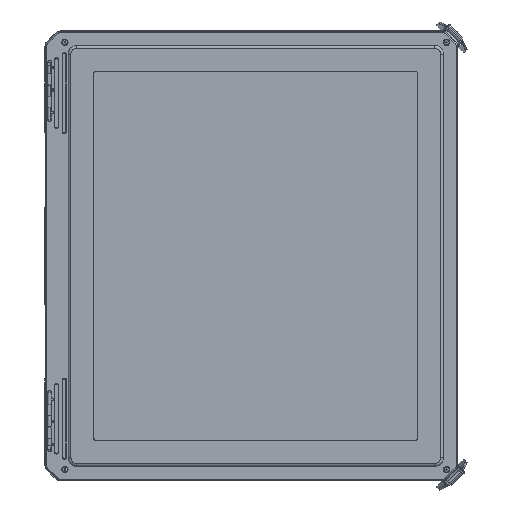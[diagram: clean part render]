
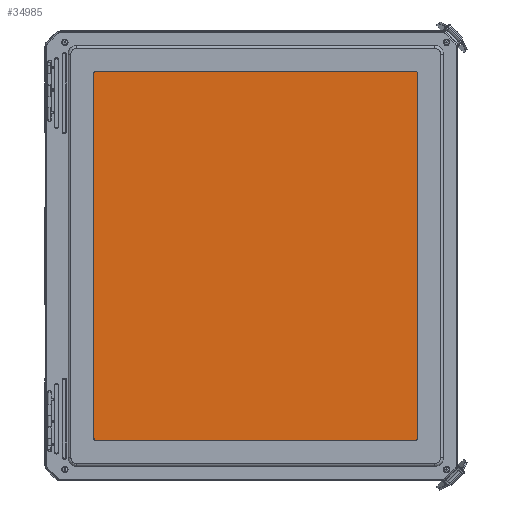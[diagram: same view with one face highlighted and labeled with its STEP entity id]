
A CAD part, top view. The second image highlights one B-rep face of the part: STEP entity #34985.
In plain terms, the highlighted face is planar.
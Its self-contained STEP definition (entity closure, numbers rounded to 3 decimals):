
#4829=LINE('',#79717,#7368);
#4833=LINE('',#79726,#7372);
#4836=LINE('',#79734,#7375);
#4839=LINE('',#79742,#7378);
#7368=VECTOR('',#49114,14.);
#7372=VECTOR('',#49124,16.);
#7375=VECTOR('',#49133,14.);
#7378=VECTOR('',#49142,16.);
#8259=PLANE('',#39086);
#10454=FACE_OUTER_BOUND('',#12724,.T.);
#12724=EDGE_LOOP('',(#31969,#31970,#31971,#31972,#31973,#31974,#31975,#31976));
#14234=CIRCLE('',#39076,0.115);
#14235=CIRCLE('',#39079,0.115);
#14236=CIRCLE('',#39082,0.115);
#14237=CIRCLE('',#39085,0.115);
#17239=VERTEX_POINT('',#79714);
#17240=VERTEX_POINT('',#79716);
#17241=VERTEX_POINT('',#79720);
#17242=VERTEX_POINT('',#79724);
#17243=VERTEX_POINT('',#79728);
#17244=VERTEX_POINT('',#79732);
#17245=VERTEX_POINT('',#79736);
#17246=VERTEX_POINT('',#79740);
#22182=EDGE_CURVE('',#17239,#17240,#4829,.T.);
#22185=EDGE_CURVE('',#17241,#17239,#14234,.T.);
#22187=EDGE_CURVE('',#17242,#17241,#4833,.T.);
#22189=EDGE_CURVE('',#17243,#17242,#14235,.T.);
#22191=EDGE_CURVE('',#17244,#17243,#4836,.T.);
#22193=EDGE_CURVE('',#17245,#17244,#14236,.T.);
#22195=EDGE_CURVE('',#17246,#17245,#4839,.T.);
#22196=EDGE_CURVE('',#17240,#17246,#14237,.T.);
#31969=ORIENTED_EDGE('',*,*,#22196,.F.);
#31970=ORIENTED_EDGE('',*,*,#22182,.F.);
#31971=ORIENTED_EDGE('',*,*,#22185,.F.);
#31972=ORIENTED_EDGE('',*,*,#22187,.F.);
#31973=ORIENTED_EDGE('',*,*,#22189,.F.);
#31974=ORIENTED_EDGE('',*,*,#22191,.F.);
#31975=ORIENTED_EDGE('',*,*,#22193,.F.);
#31976=ORIENTED_EDGE('',*,*,#22195,.F.);
#34985=ADVANCED_FACE('',(#10454),#8259,.F.);
#39076=AXIS2_PLACEMENT_3D('',#79722,#49119,#49120);
#39079=AXIS2_PLACEMENT_3D('',#79730,#49128,#49129);
#39082=AXIS2_PLACEMENT_3D('',#79738,#49137,#49138);
#39085=AXIS2_PLACEMENT_3D('',#79744,#49145,#49146);
#39086=AXIS2_PLACEMENT_3D('',#79745,#49147,#49148);
#49114=DIRECTION('',(-1.,0.,0.));
#49119=DIRECTION('center_axis',(0.,0.,1.));
#49120=DIRECTION('ref_axis',(1.,0.,0.));
#49124=DIRECTION('',(0.,1.,0.));
#49128=DIRECTION('center_axis',(0.,0.,1.));
#49129=DIRECTION('ref_axis',(0.,-1.,0.));
#49133=DIRECTION('',(1.,0.,0.));
#49137=DIRECTION('center_axis',(0.,0.,1.));
#49138=DIRECTION('ref_axis',(-1.,0.,0.));
#49142=DIRECTION('',(0.,-1.,0.));
#49145=DIRECTION('center_axis',(0.,0.,1.));
#49146=DIRECTION('ref_axis',(0.,1.,0.));
#49147=DIRECTION('center_axis',(0.,0.,1.));
#49148=DIRECTION('ref_axis',(1.,0.,0.));
#79714=CARTESIAN_POINT('',(7.,8.115,0.));
#79716=CARTESIAN_POINT('',(-7.,8.115,0.));
#79717=CARTESIAN_POINT('',(7.,8.115,0.));
#79720=CARTESIAN_POINT('',(7.115,8.,0.));
#79722=CARTESIAN_POINT('Origin',(7.,8.,0.));
#79724=CARTESIAN_POINT('',(7.115,-8.,0.));
#79726=CARTESIAN_POINT('',(7.115,-8.,0.));
#79728=CARTESIAN_POINT('',(7.,-8.115,0.));
#79730=CARTESIAN_POINT('Origin',(7.,-8.,0.));
#79732=CARTESIAN_POINT('',(-7.,-8.115,0.));
#79734=CARTESIAN_POINT('',(-7.,-8.115,0.));
#79736=CARTESIAN_POINT('',(-7.115,-8.,0.));
#79738=CARTESIAN_POINT('Origin',(-7.,-8.,0.));
#79740=CARTESIAN_POINT('',(-7.115,8.,0.));
#79742=CARTESIAN_POINT('',(-7.115,8.,0.));
#79744=CARTESIAN_POINT('Origin',(-7.,8.,0.));
#79745=CARTESIAN_POINT('Origin',(0.,0.,0.));
